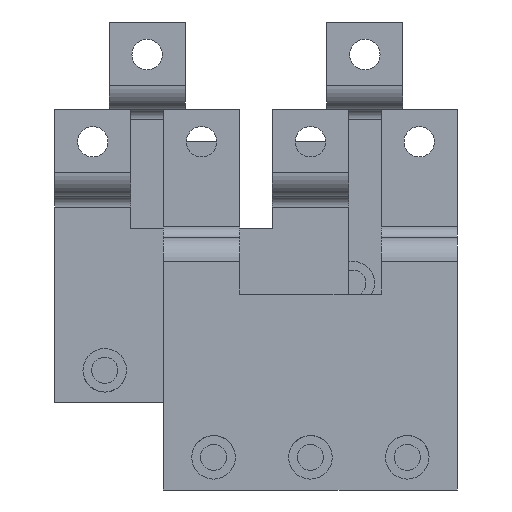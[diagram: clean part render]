
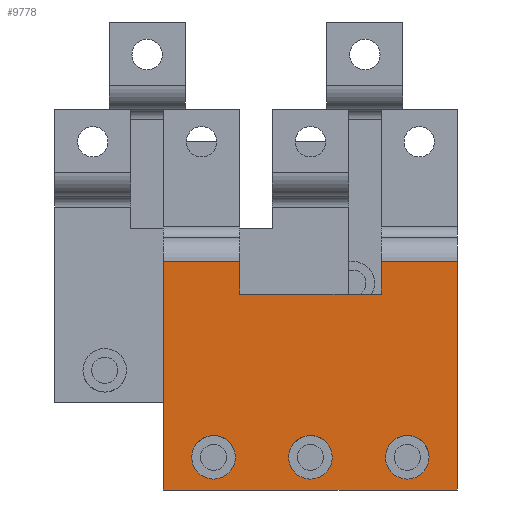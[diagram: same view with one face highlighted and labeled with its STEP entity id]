
A CAD part, left-side view. The second image highlights one B-rep face of the part: STEP entity #9778.
In plain terms, the highlighted planar face has unit normal (-1, 0, 0).
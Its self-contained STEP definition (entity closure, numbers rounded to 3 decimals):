
#7568=DIRECTION('',(0.,0.,1.));
#7569=VECTOR('',#7568,105.);
#7570=CARTESIAN_POINT('',(0.,67.5,5.));
#7571=LINE('',#7570,#7569);
#7575=DIRECTION('',(0.,0.,1.));
#7576=VECTOR('',#7575,15.);
#7577=CARTESIAN_POINT('',(0.,-32.5,95.));
#7578=LINE('',#7577,#7576);
#7582=CARTESIAN_POINT('',(0.,0.,20.));
#7583=DIRECTION('',(-1.,0.,0.));
#7584=DIRECTION('',(0.,-0.878,-0.479));
#7585=AXIS2_PLACEMENT_3D('',#7582,#7583,#7584);
#7590=CARTESIAN_POINT('',(0.,0.,20.));
#7591=DIRECTION('',(-1.,0.,0.));
#7592=DIRECTION('',(0.,0.878,0.479));
#7593=AXIS2_PLACEMENT_3D('',#7590,#7591,#7592);
#7598=CARTESIAN_POINT('',(0.,-44.5,20.));
#7599=DIRECTION('',(-1.,0.,0.));
#7600=DIRECTION('',(0.,-0.878,-0.479));
#7601=AXIS2_PLACEMENT_3D('',#7598,#7599,#7600);
#7606=CARTESIAN_POINT('',(0.,-44.5,20.));
#7607=DIRECTION('',(-1.,0.,0.));
#7608=DIRECTION('',(0.,0.878,0.479));
#7609=AXIS2_PLACEMENT_3D('',#7606,#7607,#7608);
#7614=CARTESIAN_POINT('',(0.,44.5,20.));
#7615=DIRECTION('',(-1.,0.,0.));
#7616=DIRECTION('',(0.,-0.878,-0.479));
#7617=AXIS2_PLACEMENT_3D('',#7614,#7615,#7616);
#7622=CARTESIAN_POINT('',(0.,44.5,20.));
#7623=DIRECTION('',(-1.,0.,0.));
#7624=DIRECTION('',(0.,0.878,0.479));
#7625=AXIS2_PLACEMENT_3D('',#7622,#7623,#7624);
#7630=DIRECTION('',(0.,0.,1.));
#7631=VECTOR('',#7630,105.);
#7632=CARTESIAN_POINT('',(0.,-67.5,5.));
#7633=LINE('',#7632,#7631);
#7690=DIRECTION('',(0.,-1.,0.));
#7691=VECTOR('',#7690,135.);
#7692=CARTESIAN_POINT('',(0.,67.5,5.));
#7693=LINE('',#7692,#7691);
#8193=DIRECTION('',(0.,1.,0.));
#8194=VECTOR('',#8193,65.);
#8195=CARTESIAN_POINT('',(0.,-32.5,95.));
#8196=LINE('',#8195,#8194);
#8207=DIRECTION('',(0.,0.,1.));
#8208=VECTOR('',#8207,15.);
#8209=CARTESIAN_POINT('',(0.,32.5,95.));
#8210=LINE('',#8209,#8208);
#8267=DIRECTION('',(0.,1.,0.));
#8268=VECTOR('',#8267,35.);
#8269=CARTESIAN_POINT('',(0.,32.5,110.));
#8270=LINE('',#8269,#8268);
#8610=DIRECTION('',(0.,1.,0.));
#8611=VECTOR('',#8610,35.);
#8612=CARTESIAN_POINT('',(0.,-67.5,110.));
#8613=LINE('',#8612,#8611);
#9383=CARTESIAN_POINT('',(0.,7.021,23.835));
#9384=CARTESIAN_POINT('',(0.,-7.021,16.165));
#9385=VERTEX_POINT('',#9383);
#9386=VERTEX_POINT('',#9384);
#9391=CARTESIAN_POINT('',(0.,-67.5,5.));
#9392=CARTESIAN_POINT('',(0.,-67.5,110.));
#9393=VERTEX_POINT('',#9391);
#9394=VERTEX_POINT('',#9392);
#9395=CARTESIAN_POINT('',(0.,67.5,5.));
#9396=VERTEX_POINT('',#9395);
#9397=CARTESIAN_POINT('',(0.,67.5,110.));
#9398=VERTEX_POINT('',#9397);
#9399=CARTESIAN_POINT('',(0.,32.5,110.));
#9400=VERTEX_POINT('',#9399);
#9401=CARTESIAN_POINT('',(0.,32.5,95.));
#9402=VERTEX_POINT('',#9401);
#9403=CARTESIAN_POINT('',(0.,-32.5,95.));
#9404=VERTEX_POINT('',#9403);
#9405=CARTESIAN_POINT('',(0.,-32.5,110.));
#9406=VERTEX_POINT('',#9405);
#9407=CARTESIAN_POINT('',(0.,-51.521,16.165));
#9408=CARTESIAN_POINT('',(0.,-37.479,23.835));
#9409=VERTEX_POINT('',#9407);
#9410=VERTEX_POINT('',#9408);
#9411=CARTESIAN_POINT('',(0.,37.479,16.165));
#9412=CARTESIAN_POINT('',(0.,51.521,23.835));
#9413=VERTEX_POINT('',#9411);
#9414=VERTEX_POINT('',#9412);
#9738=CARTESIAN_POINT('',(0.,-121.5,110.));
#9739=DIRECTION('',(-1.,0.,0.));
#9740=DIRECTION('',(0.,1.,0.));
#9741=AXIS2_PLACEMENT_3D('',#9738,#9739,#9740);
#9742=PLANE('',#9741);
#9744=ORIENTED_EDGE('',*,*,#9743,.F.);
#9746=ORIENTED_EDGE('',*,*,#9745,.F.);
#9748=ORIENTED_EDGE('',*,*,#9747,.T.);
#9750=ORIENTED_EDGE('',*,*,#9749,.F.);
#9752=ORIENTED_EDGE('',*,*,#9751,.F.);
#9754=ORIENTED_EDGE('',*,*,#9753,.F.);
#9756=ORIENTED_EDGE('',*,*,#9755,.T.);
#9758=ORIENTED_EDGE('',*,*,#9757,.F.);
#9759=EDGE_LOOP('',(#9744,#9746,#9748,#9750,#9752,#9754,#9756,#9758));
#9760=FACE_OUTER_BOUND('',#9759,.F.);
#9762=ORIENTED_EDGE('',*,*,#9761,.T.);
#9763=ORIENTED_EDGE('',*,*,#9720,.T.);
#9764=EDGE_LOOP('',(#9762,#9763));
#9765=FACE_BOUND('',#9764,.F.);
#9767=ORIENTED_EDGE('',*,*,#9766,.T.);
#9769=ORIENTED_EDGE('',*,*,#9768,.T.);
#9770=EDGE_LOOP('',(#9767,#9769));
#9771=FACE_BOUND('',#9770,.F.);
#9773=ORIENTED_EDGE('',*,*,#9772,.T.);
#9775=ORIENTED_EDGE('',*,*,#9774,.T.);
#9776=EDGE_LOOP('',(#9773,#9775));
#9777=FACE_BOUND('',#9776,.F.);
#7586=CIRCLE('',#7585,8.);
#7594=CIRCLE('',#7593,8.);
#7602=CIRCLE('',#7601,8.);
#7610=CIRCLE('',#7609,8.);
#7618=CIRCLE('',#7617,8.);
#7626=CIRCLE('',#7625,8.);
#9720=EDGE_CURVE('',#9385,#9386,#7594,.T.);
#9743=EDGE_CURVE('',#9393,#9394,#7633,.T.);
#9745=EDGE_CURVE('',#9396,#9393,#7693,.T.);
#9747=EDGE_CURVE('',#9396,#9398,#7571,.T.);
#9749=EDGE_CURVE('',#9400,#9398,#8270,.T.);
#9751=EDGE_CURVE('',#9402,#9400,#8210,.T.);
#9753=EDGE_CURVE('',#9404,#9402,#8196,.T.);
#9755=EDGE_CURVE('',#9404,#9406,#7578,.T.);
#9757=EDGE_CURVE('',#9394,#9406,#8613,.T.);
#9761=EDGE_CURVE('',#9386,#9385,#7586,.T.);
#9766=EDGE_CURVE('',#9409,#9410,#7602,.T.);
#9768=EDGE_CURVE('',#9410,#9409,#7610,.T.);
#9772=EDGE_CURVE('',#9413,#9414,#7618,.T.);
#9774=EDGE_CURVE('',#9414,#9413,#7626,.T.);
#9778=ADVANCED_FACE('',(#9760,#9765,#9771,#9777),#9742,.T.);
